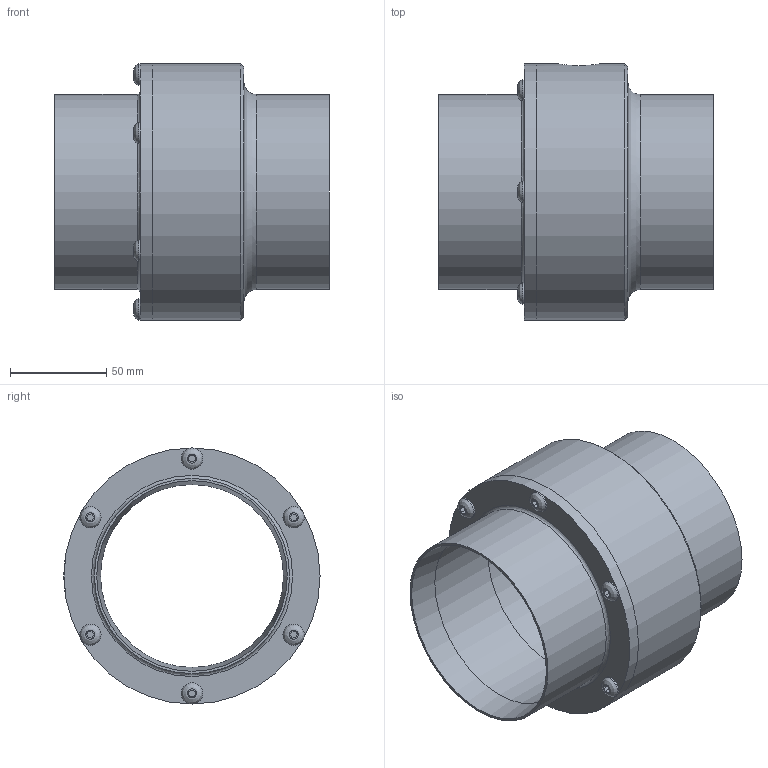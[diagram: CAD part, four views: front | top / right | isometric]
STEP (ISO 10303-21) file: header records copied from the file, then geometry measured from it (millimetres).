
FILE_DESCRIPTION((''),'2;1');
FILE_NAME('6087-3D.stp','2009-04-28T11:25:41',('Dan Preston'),(''),'Autodesk Inventor 2009','Autodesk Inventor 2009','');
FILE_SCHEMA(('AUTOMOTIVE_DESIGN { 1 0 10303 214 1 1 1 1 }'));
Length unit declared in the file: inch
Products named in the file (9): 6067-3D; 6067-3D1; 6067-3D2; 6067-3D3; 6067-3D4; 6067-3D5; 6067-3D6; 6067-3D7; 6067-3D8
Assembly tree (8 placements, depth 2):
  6067-3D
    6067-3D1
    6067-3D2
    6067-3D3
    6067-3D4
    6067-3D5
    6067-3D6
    6067-3D7
    6067-3D8
Bounding box: 142.88 x 133.35 x 133.35 mm (x, y, z)
Volume: 446581.1 mm3; surface area: 128871.9 mm2
Topology: 8 solids, 8 shells, 141 faces, 301 edges, 196 vertices
Faces by surface type: bspline 86, cylinder 28, plane 16, cone 10, torus 1
Full cylindrical faces by diameter (mm): 5.156 x6, 6.35 x6, 7.137 x6, 95.25 x2, 101.6 x2, 111.76 x2, 133.35 x2
Entity records: 4226 total; most frequent: CARTESIAN_POINT 1460, DIRECTION 452, ORIENTED_EDGE 432, EDGE_LOOP 244, EDGE_CURVE 216, VERTEX_POINT 176, AXIS2_PLACEMENT_3D 170, FACE_OUTER_BOUND 141
